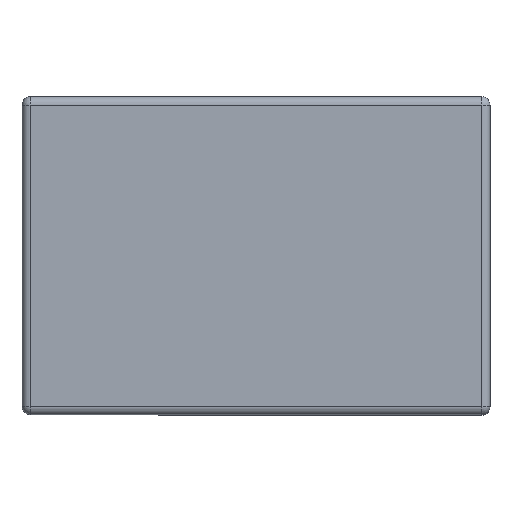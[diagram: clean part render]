
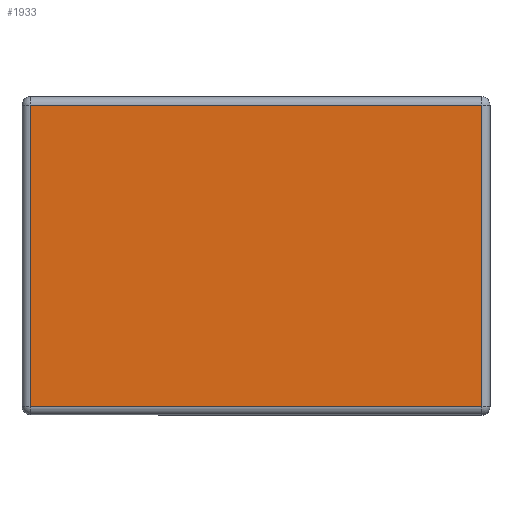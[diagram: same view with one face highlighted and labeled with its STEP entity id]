
A CAD part, top view. The second image highlights one B-rep face of the part: STEP entity #1933.
In plain terms, the highlighted planar face has unit normal (0, 0, 1).
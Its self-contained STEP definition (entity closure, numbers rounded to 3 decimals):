
#67=PLANE('',#2123);
#164=FACE_OUTER_BOUND('',#281,.T.);
#281=EDGE_LOOP('',(#1505,#1506,#1507,#1508));
#485=LINE('',#3034,#678);
#509=LINE('',#3120,#702);
#511=LINE('',#3123,#704);
#513=LINE('',#3126,#706);
#678=VECTOR('',#2381,10.);
#702=VECTOR('',#2491,10.);
#704=VECTOR('',#2495,10.);
#706=VECTOR('',#2499,10.);
#881=VERTEX_POINT('',#2991);
#890=VERTEX_POINT('',#3018);
#893=VERTEX_POINT('',#3025);
#901=VERTEX_POINT('',#3058);
#1082=EDGE_CURVE('',#881,#893,#485,.T.);
#1128=EDGE_CURVE('',#893,#901,#509,.T.);
#1130=EDGE_CURVE('',#901,#890,#511,.T.);
#1132=EDGE_CURVE('',#890,#881,#513,.T.);
#1505=ORIENTED_EDGE('',*,*,#1082,.F.);
#1506=ORIENTED_EDGE('',*,*,#1132,.F.);
#1507=ORIENTED_EDGE('',*,*,#1130,.F.);
#1508=ORIENTED_EDGE('',*,*,#1128,.F.);
#1933=ADVANCED_FACE('',(#164),#67,.T.);
#2123=AXIS2_PLACEMENT_3D('',#3143,#2521,#2522);
#2381=DIRECTION('',(0.,1.,0.));
#2491=DIRECTION('',(1.,0.,0.));
#2495=DIRECTION('',(0.,-1.,0.));
#2499=DIRECTION('',(-1.,0.,0.));
#2521=DIRECTION('center_axis',(0.,0.,1.));
#2522=DIRECTION('ref_axis',(1.,0.,0.));
#2991=CARTESIAN_POINT('',(-26.1,-18.1,31.6));
#3018=CARTESIAN_POINT('',(28.1,-18.1,31.6));
#3025=CARTESIAN_POINT('',(-26.1,18.1,31.6));
#3034=CARTESIAN_POINT('',(-26.1,9.55,31.6));
#3058=CARTESIAN_POINT('',(28.1,18.1,31.6));
#3120=CARTESIAN_POINT('',(-9.55,18.1,31.6));
#3123=CARTESIAN_POINT('',(28.1,9.55,31.6));
#3126=CARTESIAN_POINT('',(13.55,-18.1,31.6));
#3143=CARTESIAN_POINT('Origin',(0.,0.,
31.6));
